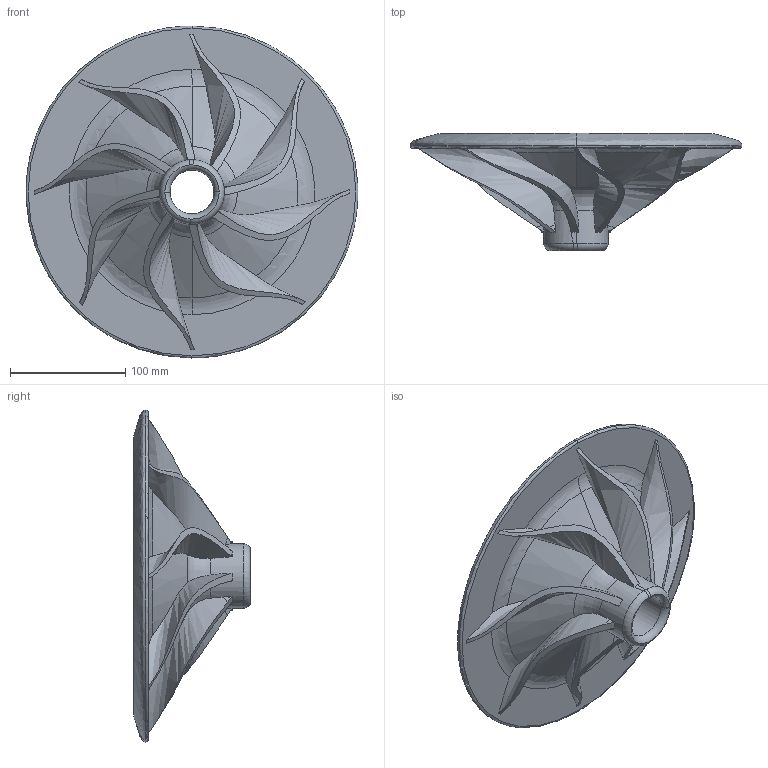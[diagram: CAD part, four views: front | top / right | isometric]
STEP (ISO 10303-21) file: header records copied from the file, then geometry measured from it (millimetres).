
FILE_DESCRIPTION(('produced by SPATIAL CORP'),'2;1');
FILE_NAME( 'a.prt.hh.sat.stp','2002-04-19T13:18:39+00:00',('SPATIAL CORP'),( 'SPATIAL CORP'),'ACIS STEP Husk','http://www.spatial.com', 'SPATIAL CORP');
FILE_SCHEMA(('CONFIG_CONTROL_DESIGN'));
Length unit declared in the file: millimetre
Products named in the file (1): PRODUCT_ID_1
Bounding box: 287.72 x 101.41 x 287.78 mm (x, y, z)
Volume: 1193832.9 mm3; surface area: 202344.6 mm2
Topology: 1 solids, 1 shells, 99 faces, 291 edges, 178 vertices
Faces by surface type: torus 36, bspline 34, cone 21, cylinder 6, plane 2
Entity records: 20666 total; most frequent: CARTESIAN_POINT 18494, ORIENTED_EDGE 552, DIRECTION 349, EDGE_CURVE 276, VERTEX_POINT 179, AXIS2_PLACEMENT_3D 170, CIRCLE 128, EDGE_LOOP 101
